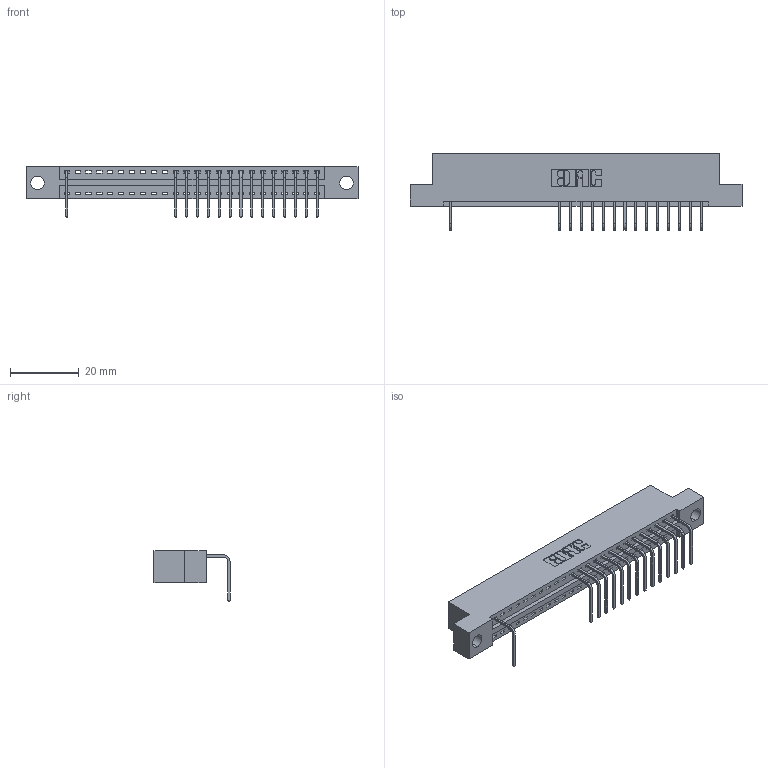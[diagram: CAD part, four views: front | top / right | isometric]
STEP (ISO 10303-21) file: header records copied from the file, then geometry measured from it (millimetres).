
FILE_DESCRIPTION (( 'STEP AP203' ), '1' );
FILE_NAME ('346-024-558-104.STEP', '2018-08-21T04:20:13', ( '' ), ( '' ), 'SwSTEP 2.0', 'SolidWorks 2016', '' );
FILE_SCHEMA (( 'CONFIG_CONTROL_DESIGN' ));
Length unit declared in the file: inch
Products named in the file (3): 346 Part_Flush Mounting Lugs - 0.156 Dia-TH; 345-292-001_558 Tail - 2; 346-024-558-104
Assembly tree (16 placements, depth 2):
  346-024-558-104
    346 Part_Flush Mounting Lugs - 0.156 Dia-TH
    345-292-001_558 Tail - 2  x15
Bounding box: 96.77 x 22.16 x 14.73 mm (x, y, z)
Volume: 8998.6 mm3; surface area: 10602.1 mm2
Topology: 16 solids, 16 shells, 1130 faces, 3437 edges, 2270 vertices
Faces by surface type: plane 796, cylinder 334
Entity records: 17117 total; most frequent: CARTESIAN_POINT 2987, ORIENTED_EDGE 2954, DIRECTION 2647, EDGE_CURVE 1477, LINE 1249, VECTOR 1249, VERTEX_POINT 982, AXIS2_PLACEMENT_3D 699
